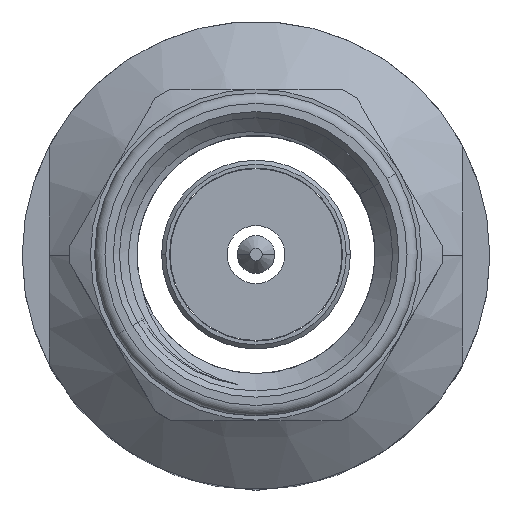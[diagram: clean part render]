
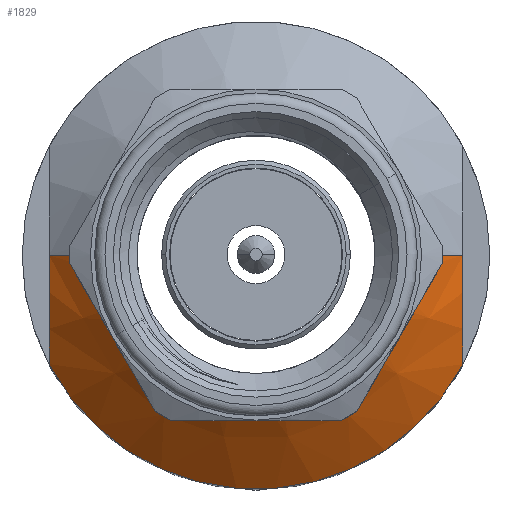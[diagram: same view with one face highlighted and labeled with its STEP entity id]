
A CAD part, top view. The second image highlights one B-rep face of the part: STEP entity #1829.
In plain terms, the highlighted conical face has half-angle 50.194 degrees and reference radius 5.65 mm.
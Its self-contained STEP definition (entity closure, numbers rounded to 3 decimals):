
#135 = AXIS2_PLACEMENT_3D ( 'NONE', #3290, #2139, #4824 ) ;
#281 = FACE_OUTER_BOUND ( 'NONE', #639, .T. ) ;
#282 = CARTESIAN_POINT ( 'NONE',  ( 5.65, 0., 9. ) ) ;
#331 = CARTESIAN_POINT ( 'NONE',  ( 5., -0.224, 9.542 ) ) ;
#343 = VECTOR ( 'NONE', #2707, 1000. ) ;
#424 = CARTESIAN_POINT ( 'NONE',  ( -5., -2.213, 9.162 ) ) ;
#434 = LINE ( 'NONE', #4116, #1678 ) ;
#459 = AXIS2_PLACEMENT_3D ( 'NONE', #1966, #2669, #4636 ) ;
#602 = B_SPLINE_CURVE_WITH_KNOTS ( 'NONE', 3,
 ( #733, #3190, #2845, #1184, #708, #1933, #331, #2320 ),
 .UNSPECIFIED., .F., .F.,
 ( 4, 2, 2, 4 ),
 ( 0.015, 0.017, 0.017, 0.018 ),
 .UNSPECIFIED. ) ;
#639 = EDGE_LOOP ( 'NONE', ( #1799, #743, #2460, #3289, #1888, #1093 ) ) ;
#654 = CIRCLE ( 'NONE', #135, 3.25 ) ;
#708 = CARTESIAN_POINT ( 'NONE',  ( 5., -0.898, 9.479 ) ) ;
#733 = CARTESIAN_POINT ( 'NONE',  ( 5., -2.631, 9. ) ) ;
#743 = ORIENTED_EDGE ( 'NONE', *, *, #4447, .T. ) ;
#751 = EDGE_CURVE ( 'NONE', #3085, #4138, #434, .T. ) ;
#805 = CIRCLE ( 'NONE', #459, 5.65 ) ;
#1030 = DIRECTION ( 'NONE',  ( 0., 0., -1. ) ) ;
#1093 = ORIENTED_EDGE ( 'NONE', *, *, #2016, .T. ) ;
#1136 = CARTESIAN_POINT ( 'NONE',  ( -5., 0., 9.542 ) ) ;
#1184 = CARTESIAN_POINT ( 'NONE',  ( 5., -1.123, 9.442 ) ) ;
#1512 = CARTESIAN_POINT ( 'NONE',  ( 0., 0., 9. ) ) ;
#1554 = AXIS2_PLACEMENT_3D ( 'NONE', #1512, #1030, #3497 ) ;
#1656 = CARTESIAN_POINT ( 'NONE',  ( 5., 0., 9.542 ) ) ;
#1678 = VECTOR ( 'NONE', #4827, 1000. ) ;
#1799 = ORIENTED_EDGE ( 'NONE', *, *, #2635, .F. ) ;
#1829 = ADVANCED_FACE ( 'NONE', ( #281 ), #3065, .T. ) ;
#1838 = LINE ( 'NONE', #282, #343 ) ;
#1888 = ORIENTED_EDGE ( 'NONE', *, *, #3694, .F. ) ;
#1918 = CARTESIAN_POINT ( 'NONE',  ( 3.25, 0., 11. ) ) ;
#1933 = CARTESIAN_POINT ( 'NONE',  ( 5., -0.448, 9.529 ) ) ;
#1966 = CARTESIAN_POINT ( 'NONE',  ( 0., 0., 9. ) ) ;
#2016 = EDGE_CURVE ( 'NONE', #4291, #3342, #602, .T. ) ;
#2139 = DIRECTION ( 'NONE',  ( 0., 0., -1. ) ) ;
#2320 = CARTESIAN_POINT ( 'NONE',  ( 5., 0., 9.542 ) ) ;
#2441 = CARTESIAN_POINT ( 'NONE',  ( -5., 0., 9.542 ) ) ;
#2460 = ORIENTED_EDGE ( 'NONE', *, *, #751, .T. ) ;
#2633 = CARTESIAN_POINT ( 'NONE',  ( -5., -2.631, 9. ) ) ;
#2635 = EDGE_CURVE ( 'NONE', #3664, #3342, #1838, .T. ) ;
#2669 = DIRECTION ( 'NONE',  ( 0., 0., -1. ) ) ;
#2707 = DIRECTION ( 'NONE',  ( 0.768, 0., -0.64 ) ) ;
#2845 = CARTESIAN_POINT ( 'NONE',  ( 5., -1.784, 9.299 ) ) ;
#3065 = CONICAL_SURFACE ( 'NONE', #1554, 5.65, 0.876 ) ;
#3085 = VERTEX_POINT ( 'NONE', #4118 ) ;
#3127 = B_SPLINE_CURVE_WITH_KNOTS ( 'NONE', 3,
 ( #2441, #3593, #3642, #4052, #424, #4026 ),
 .UNSPECIFIED., .F., .F.,
 ( 4, 2, 4 ),
 ( 0.018, 0.019, 0.021 ),
 .UNSPECIFIED. ) ;
#3190 = CARTESIAN_POINT ( 'NONE',  ( 5., -2.212, 9.163 ) ) ;
#3289 = ORIENTED_EDGE ( 'NONE', *, *, #3302, .T. ) ;
#3290 = CARTESIAN_POINT ( 'NONE',  ( 0., 0., 11. ) ) ;
#3302 = EDGE_CURVE ( 'NONE', #4138, #4095, #3127, .T. ) ;
#3342 = VERTEX_POINT ( 'NONE', #1656 ) ;
#3497 = DIRECTION ( 'NONE',  ( -1., 0., 0. ) ) ;
#3593 = CARTESIAN_POINT ( 'NONE',  ( -5., -0.448, 9.542 ) ) ;
#3642 = CARTESIAN_POINT ( 'NONE',  ( -5., -0.897, 9.49 ) ) ;
#3664 = VERTEX_POINT ( 'NONE', #1918 ) ;
#3694 = EDGE_CURVE ( 'NONE', #4291, #4095, #805, .T. ) ;
#4026 = CARTESIAN_POINT ( 'NONE',  ( -5., -2.631, 9. ) ) ;
#4052 = CARTESIAN_POINT ( 'NONE',  ( -5., -1.785, 9.299 ) ) ;
#4095 = VERTEX_POINT ( 'NONE', #2633 ) ;
#4116 = CARTESIAN_POINT ( 'NONE',  ( -5.65, 0., 9. ) ) ;
#4118 = CARTESIAN_POINT ( 'NONE',  ( -3.25, 0., 11. ) ) ;
#4138 = VERTEX_POINT ( 'NONE', #1136 ) ;
#4291 = VERTEX_POINT ( 'NONE', #4905 ) ;
#4447 = EDGE_CURVE ( 'NONE', #3664, #3085, #654, .T. ) ;
#4636 = DIRECTION ( 'NONE',  ( -1., 0., 0. ) ) ;
#4824 = DIRECTION ( 'NONE',  ( -1., 0., 0. ) ) ;
#4827 = DIRECTION ( 'NONE',  ( -0.768, 0., -0.64 ) ) ;
#4905 = CARTESIAN_POINT ( 'NONE',  ( 5., -2.631, 9. ) ) ;
